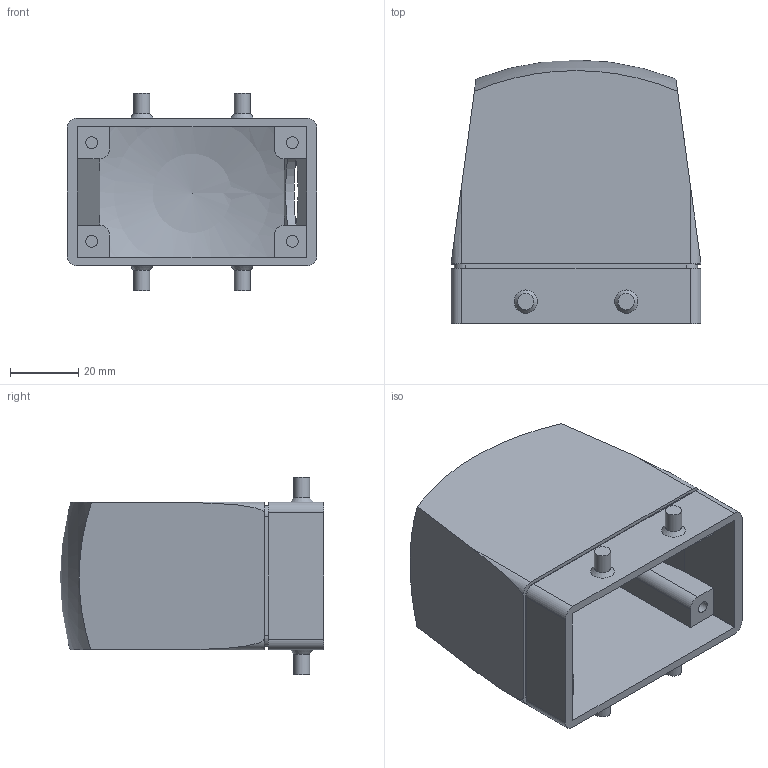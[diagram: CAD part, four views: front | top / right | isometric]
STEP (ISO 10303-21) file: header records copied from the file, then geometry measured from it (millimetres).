
FILE_DESCRIPTION (( 'STEP AP214' ), '1' );
FILE_NAME ('ZP-MC10B-2-DSE21ML.STEP', '2011-11-21T14:26:05', ( '.adc' ), ( '' ), 'SwSTEP 2.0', 'SolidWorks 2011', '' );
FILE_SCHEMA (( 'AUTOMOTIVE_DESIGN' ));
Length unit declared in the file: millimetre
Products named in the file (1): ZP-MC10B-2-DSE21ML
Bounding box: 73.5 x 77.55 x 58 mm (x, y, z)
Volume: 57665.5 mm3; surface area: 43843.3 mm2
Topology: 5 solids, 5 shells, 100 faces, 244 edges, 163 vertices
Faces by surface type: plane 56, cylinder 34, sphere 6, cone 4
Full cylindrical faces by diameter (mm): 3.5 x4, 4.752 x4, 27 x1
Entity records: 3128 total; most frequent: CARTESIAN_POINT 670, DIRECTION 471, ORIENTED_EDGE 440, EDGE_CURVE 220, AXIS2_PLACEMENT_3D 175, VERTEX_POINT 154, EDGE_LOOP 126, VECTOR 121
